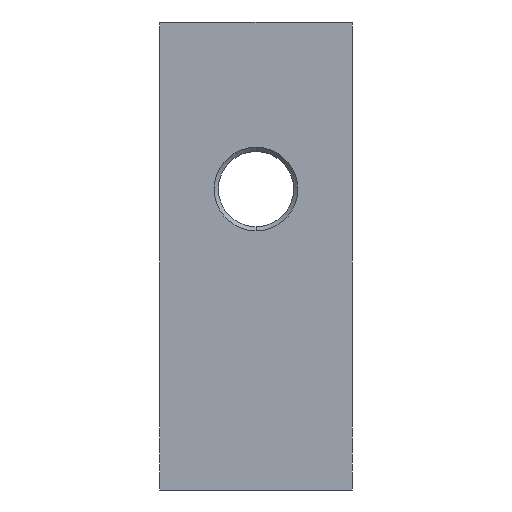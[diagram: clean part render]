
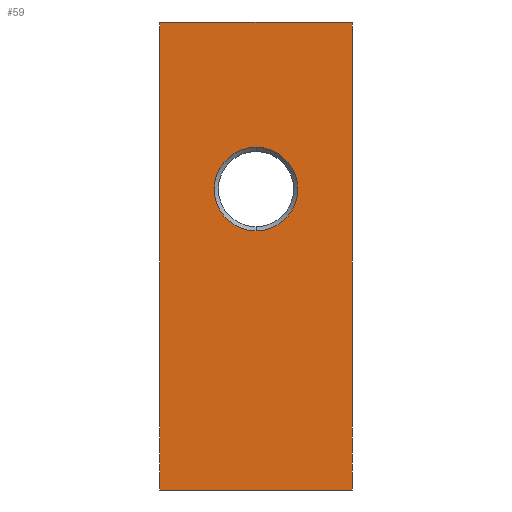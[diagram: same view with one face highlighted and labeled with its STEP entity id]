
A CAD part, front view. The second image highlights one B-rep face of the part: STEP entity #59.
In plain terms, the highlighted planar face has unit normal (0, -1, 0).
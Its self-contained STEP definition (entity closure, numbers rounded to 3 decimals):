
#22 = DIRECTION ( 'NONE',  ( 0., 1., 0. ) ) ;
#24 = CARTESIAN_POINT ( 'NONE',  ( 0., 0., 41. ) ) ;
#43 = VERTEX_POINT ( 'NONE', #279 ) ;
#59 = ADVANCED_FACE ( 'NONE', ( #152, #474 ), #287, .F. ) ;
#80 = VERTEX_POINT ( 'NONE', #762 ) ;
#123 = LINE ( 'NONE', #747, #497 ) ;
#126 = CARTESIAN_POINT ( 'NONE',  ( -11.5, 0., 0. ) ) ;
#152 = FACE_BOUND ( 'NONE', #963, .T. ) ;
#154 = EDGE_CURVE ( 'NONE', #219, #80, #654, .T. ) ;
#162 = CIRCLE ( 'NONE', #902, 5. ) ;
#167 = CARTESIAN_POINT ( 'NONE',  ( 0., 0., 36. ) ) ;
#170 = VERTEX_POINT ( 'NONE', #126 ) ;
#175 = DIRECTION ( 'NONE',  ( 0., 0., -1. ) ) ;
#219 = VERTEX_POINT ( 'NONE', #682 ) ;
#242 = CIRCLE ( 'NONE', #971, 5. ) ;
#244 = DIRECTION ( 'NONE',  ( 0., 0., 1. ) ) ;
#250 = CARTESIAN_POINT ( 'NONE',  ( 11.5, 0., 0. ) ) ;
#252 = CARTESIAN_POINT ( 'NONE',  ( 11.5, 0., 56. ) ) ;
#257 = EDGE_CURVE ( 'NONE', #219, #401, #390, .T. ) ;
#279 = CARTESIAN_POINT ( 'NONE',  ( 0., 0., 31. ) ) ;
#287 = PLANE ( 'NONE',  #531 ) ;
#292 = LINE ( 'NONE', #250, #662 ) ;
#300 = ORIENTED_EDGE ( 'NONE', *, *, #807, .T. ) ;
#304 = VECTOR ( 'NONE', #175, 1000. ) ;
#313 = DIRECTION ( 'NONE',  ( 0., 0., -1. ) ) ;
#349 = CARTESIAN_POINT ( 'NONE',  ( 11.5, 0., 56. ) ) ;
#370 = ORIENTED_EDGE ( 'NONE', *, *, #844, .T. ) ;
#390 = LINE ( 'NONE', #349, #764 ) ;
#401 = VERTEX_POINT ( 'NONE', #843 ) ;
#429 = CARTESIAN_POINT ( 'NONE',  ( 0., 0., 36. ) ) ;
#454 = EDGE_LOOP ( 'NONE', ( #370, #674, #467, #801 ) ) ;
#465 = CARTESIAN_POINT ( 'NONE',  ( 11.5, 0., 56. ) ) ;
#467 = ORIENTED_EDGE ( 'NONE', *, *, #154, .F. ) ;
#474 = FACE_OUTER_BOUND ( 'NONE', #454, .T. ) ;
#491 = DIRECTION ( 'NONE',  ( 0., 0., 1. ) ) ;
#497 = VECTOR ( 'NONE', #313, 1000. ) ;
#510 = DIRECTION ( 'NONE',  ( 0., 0., 1. ) ) ;
#531 = AXIS2_PLACEMENT_3D ( 'NONE', #252, #970, #491 ) ;
#650 = ORIENTED_EDGE ( 'NONE', *, *, #841, .T. ) ;
#654 = LINE ( 'NONE', #465, #304 ) ;
#662 = VECTOR ( 'NONE', #765, 1000. ) ;
#674 = ORIENTED_EDGE ( 'NONE', *, *, #954, .F. ) ;
#680 = DIRECTION ( 'NONE',  ( 0., 1., 0. ) ) ;
#682 = CARTESIAN_POINT ( 'NONE',  ( 11.5, 0., 56. ) ) ;
#715 = DIRECTION ( 'NONE',  ( -1., 0., 0. ) ) ;
#747 = CARTESIAN_POINT ( 'NONE',  ( -11.5, 0., 56. ) ) ;
#762 = CARTESIAN_POINT ( 'NONE',  ( 11.5, 0., 0. ) ) ;
#764 = VECTOR ( 'NONE', #715, 1000. ) ;
#765 = DIRECTION ( 'NONE',  ( -1., 0., 0. ) ) ;
#778 = VERTEX_POINT ( 'NONE', #24 ) ;
#801 = ORIENTED_EDGE ( 'NONE', *, *, #257, .T. ) ;
#807 = EDGE_CURVE ( 'NONE', #43, #778, #242, .T. ) ;
#841 = EDGE_CURVE ( 'NONE', #778, #43, #162, .T. ) ;
#843 = CARTESIAN_POINT ( 'NONE',  ( -11.5, 0., 56. ) ) ;
#844 = EDGE_CURVE ( 'NONE', #401, #170, #123, .T. ) ;
#902 = AXIS2_PLACEMENT_3D ( 'NONE', #429, #22, #510 ) ;
#954 = EDGE_CURVE ( 'NONE', #80, #170, #292, .T. ) ;
#963 = EDGE_LOOP ( 'NONE', ( #300, #650 ) ) ;
#970 = DIRECTION ( 'NONE',  ( 0., 1., 0. ) ) ;
#971 = AXIS2_PLACEMENT_3D ( 'NONE', #167, #680, #244 ) ;
